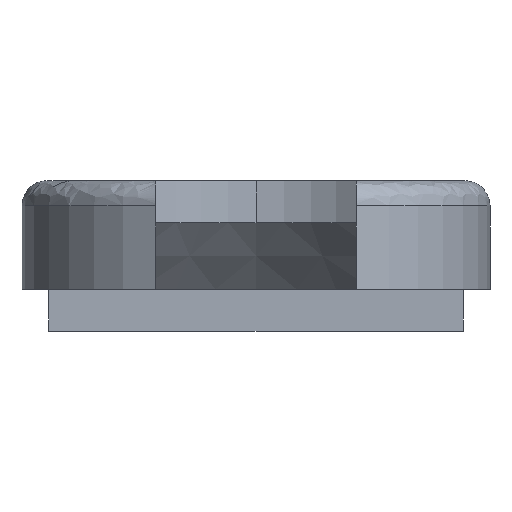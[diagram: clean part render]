
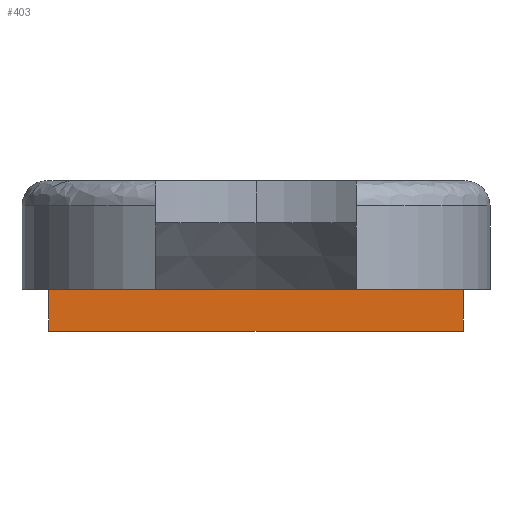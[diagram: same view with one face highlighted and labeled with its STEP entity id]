
A CAD part, left-side view. The second image highlights one B-rep face of the part: STEP entity #403.
In plain terms, the highlighted planar face has unit normal (-1, 0, 0).
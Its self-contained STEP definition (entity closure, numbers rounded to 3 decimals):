
#96 = VERTEX_POINT ( 'NONE', #472 ) ;
#148 = VECTOR ( 'NONE', #154, 1000. ) ;
#154 = DIRECTION ( 'NONE',  ( 0., 0., 1. ) ) ;
#188 = VECTOR ( 'NONE', #378, 1000. ) ;
#222 = ORIENTED_EDGE ( 'NONE', *, *, #462, .F. ) ;
#231 = VECTOR ( 'NONE', #392, 1000. ) ;
#233 = AXIS2_PLACEMENT_3D ( 'NONE', #736, #523, #672 ) ;
#240 = CARTESIAN_POINT ( 'NONE',  ( 73., 24.799, 0. ) ) ;
#257 = CARTESIAN_POINT ( 'NONE',  ( 73., 24.799, 5. ) ) ;
#295 = EDGE_LOOP ( 'NONE', ( #953, #909, #453, #222 ) ) ;
#345 = FACE_OUTER_BOUND ( 'NONE', #295, .T. ) ;
#372 = VECTOR ( 'NONE', #948, 1000. ) ;
#378 = DIRECTION ( 'NONE',  ( 0., 0., -1. ) ) ;
#392 = DIRECTION ( 'NONE',  ( 0., 1., 0. ) ) ;
#393 = LINE ( 'NONE', #501, #188 ) ;
#403 = ADVANCED_FACE ( 'NONE', ( #345 ), #456, .F. ) ;
#453 = ORIENTED_EDGE ( 'NONE', *, *, #904, .T. ) ;
#456 = PLANE ( 'NONE',  #233 ) ;
#462 = EDGE_CURVE ( 'NONE', #493, #656, #724, .T. ) ;
#472 = CARTESIAN_POINT ( 'NONE',  ( 73., -24.799, 0. ) ) ;
#493 = VERTEX_POINT ( 'NONE', #240 ) ;
#501 = CARTESIAN_POINT ( 'NONE',  ( 73., -24.799, 0. ) ) ;
#523 = DIRECTION ( 'NONE',  ( 1., 0., 0. ) ) ;
#528 = CARTESIAN_POINT ( 'NONE',  ( 73., 24.799, 0. ) ) ;
#535 = EDGE_CURVE ( 'NONE', #96, #493, #824, .T. ) ;
#562 = LINE ( 'NONE', #577, #372 ) ;
#577 = CARTESIAN_POINT ( 'NONE',  ( 73., 2.139, 5. ) ) ;
#615 = CARTESIAN_POINT ( 'NONE',  ( 73., 50.717, 0. ) ) ;
#656 = VERTEX_POINT ( 'NONE', #257 ) ;
#672 = DIRECTION ( 'NONE',  ( 0., 0., -1. ) ) ;
#724 = LINE ( 'NONE', #528, #148 ) ;
#728 = VERTEX_POINT ( 'NONE', #933 ) ;
#736 = CARTESIAN_POINT ( 'NONE',  ( 73., 50.717, 0. ) ) ;
#824 = LINE ( 'NONE', #615, #231 ) ;
#888 = EDGE_CURVE ( 'NONE', #728, #96, #393, .T. ) ;
#904 = EDGE_CURVE ( 'NONE', #728, #656, #562, .T. ) ;
#909 = ORIENTED_EDGE ( 'NONE', *, *, #888, .F. ) ;
#933 = CARTESIAN_POINT ( 'NONE',  ( 73., -24.799, 5. ) ) ;
#948 = DIRECTION ( 'NONE',  ( 0., 1., 0. ) ) ;
#953 = ORIENTED_EDGE ( 'NONE', *, *, #535, .F. ) ;
